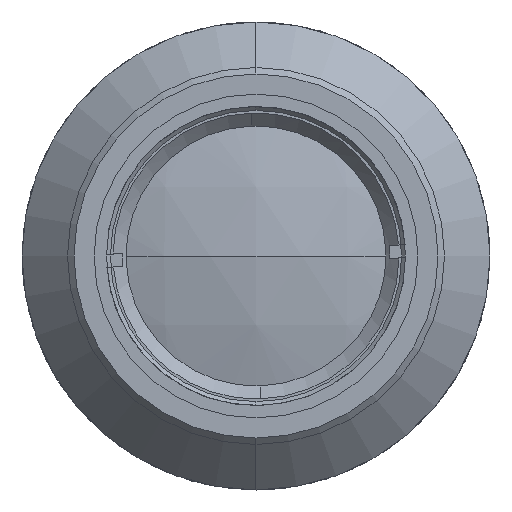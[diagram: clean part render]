
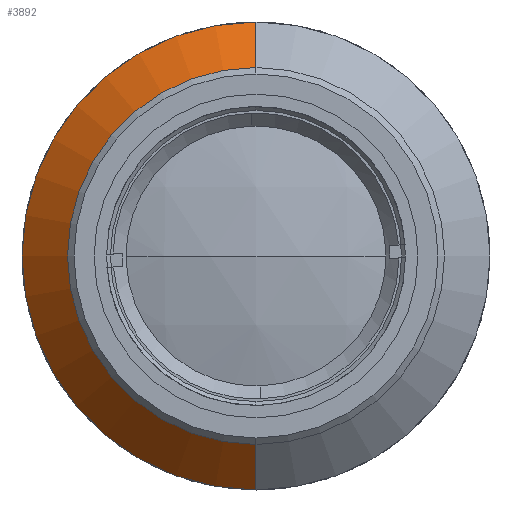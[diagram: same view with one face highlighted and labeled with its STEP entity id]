
A CAD part, left-side view. The second image highlights one B-rep face of the part: STEP entity #3892.
In plain terms, the highlighted conical face has half-angle 45 degrees and reference radius 18 mm.
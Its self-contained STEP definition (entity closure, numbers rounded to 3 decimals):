
#57 = DIRECTION ( 'NONE',  ( 0., 0., 1. ) ) ;
#71 = EDGE_CURVE ( 'NONE', #3911, #1049, #4573, .T. ) ;
#391 = VECTOR ( 'NONE', #4461, 1000. ) ;
#439 = VERTEX_POINT ( 'NONE', #3733 ) ;
#693 = EDGE_LOOP ( 'NONE', ( #3389, #3101, #4873, #2561 ) ) ;
#1049 = VERTEX_POINT ( 'NONE', #1199 ) ;
#1090 = VERTEX_POINT ( 'NONE', #1626 ) ;
#1136 = DIRECTION ( 'NONE',  ( 0.707, 0., -0.707 ) ) ;
#1160 = CARTESIAN_POINT ( 'NONE',  ( 23.499, 0., 0. ) ) ;
#1173 = CARTESIAN_POINT ( 'NONE',  ( 19.999, 0., 0. ) ) ;
#1199 = CARTESIAN_POINT ( 'NONE',  ( 19.999, 0., -14.5 ) ) ;
#1385 = AXIS2_PLACEMENT_3D ( 'NONE', #1160, #3876, #4627 ) ;
#1398 = LINE ( 'NONE', #4889, #391 ) ;
#1626 = CARTESIAN_POINT ( 'NONE',  ( 23.499, 0., -18. ) ) ;
#1814 = LINE ( 'NONE', #3804, #1951 ) ;
#1825 = DIRECTION ( 'NONE',  ( -1., 0., 0. ) ) ;
#1951 = VECTOR ( 'NONE', #1136, 1000. ) ;
#2147 = EDGE_CURVE ( 'NONE', #439, #1090, #4902, .T. ) ;
#2343 = CARTESIAN_POINT ( 'NONE',  ( 19.999, 0., 14.5 ) ) ;
#2430 = CONICAL_SURFACE ( 'NONE', #1385, 18., 0.785 ) ;
#2561 = ORIENTED_EDGE ( 'NONE', *, *, #3806, .F. ) ;
#2575 = AXIS2_PLACEMENT_3D ( 'NONE', #4216, #3512, #2736 ) ;
#2736 = DIRECTION ( 'NONE',  ( 0., 0., 1. ) ) ;
#3101 = ORIENTED_EDGE ( 'NONE', *, *, #4812, .T. ) ;
#3389 = ORIENTED_EDGE ( 'NONE', *, *, #71, .F. ) ;
#3512 = DIRECTION ( 'NONE',  ( -1., 0., 0. ) ) ;
#3523 = AXIS2_PLACEMENT_3D ( 'NONE', #1173, #1825, #57 ) ;
#3733 = CARTESIAN_POINT ( 'NONE',  ( 23.499, 0., 18. ) ) ;
#3804 = CARTESIAN_POINT ( 'NONE',  ( 23.499, 0., -18. ) ) ;
#3806 = EDGE_CURVE ( 'NONE', #1049, #1090, #1814, .T. ) ;
#3876 = DIRECTION ( 'NONE',  ( 1., 0., 0. ) ) ;
#3892 = ADVANCED_FACE ( 'NONE', ( #4608 ), #2430, .T. ) ;
#3911 = VERTEX_POINT ( 'NONE', #2343 ) ;
#4216 = CARTESIAN_POINT ( 'NONE',  ( 23.499, 0., 0. ) ) ;
#4461 = DIRECTION ( 'NONE',  ( 0.707, 0., 0.707 ) ) ;
#4573 = CIRCLE ( 'NONE', #3523, 14.5 ) ;
#4608 = FACE_OUTER_BOUND ( 'NONE', #693, .T. ) ;
#4627 = DIRECTION ( 'NONE',  ( 0., 0., -1. ) ) ;
#4812 = EDGE_CURVE ( 'NONE', #3911, #439, #1398, .T. ) ;
#4873 = ORIENTED_EDGE ( 'NONE', *, *, #2147, .T. ) ;
#4889 = CARTESIAN_POINT ( 'NONE',  ( 23.499, 0., 18. ) ) ;
#4902 = CIRCLE ( 'NONE', #2575, 18. ) ;
